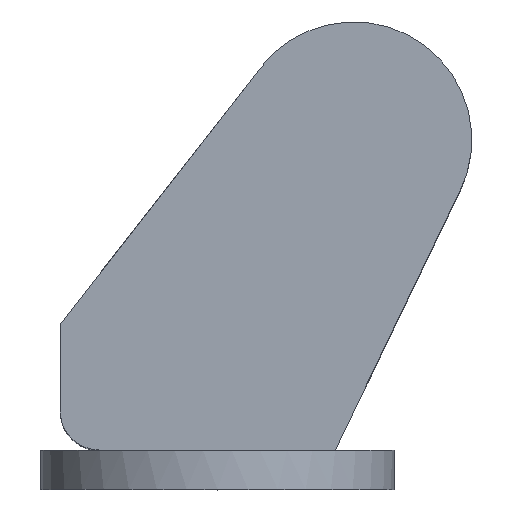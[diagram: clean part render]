
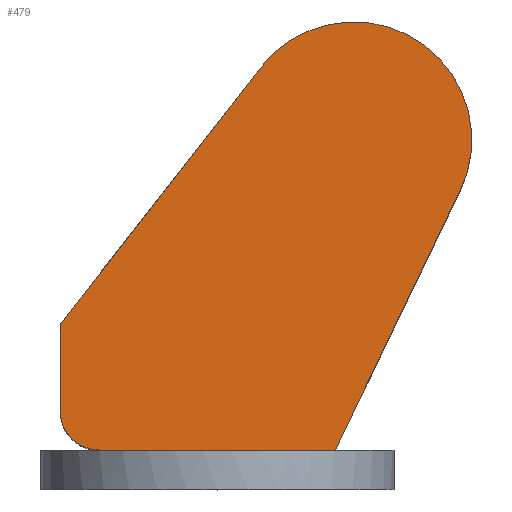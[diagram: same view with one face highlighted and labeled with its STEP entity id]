
A CAD part, top view. The second image highlights one B-rep face of the part: STEP entity #479.
In plain terms, the highlighted planar face has unit normal (0, 0, 1).
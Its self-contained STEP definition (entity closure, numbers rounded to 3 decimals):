
#2 = AXIS2_PLACEMENT_3D ( 'NONE', #347, #436, #8 ) ;
#8 = DIRECTION ( 'NONE',  ( 1., 0., 0. ) ) ;
#14 = VECTOR ( 'NONE', #115, 1000. ) ;
#17 = DIRECTION ( 'NONE',  ( 0., 0., -1. ) ) ;
#26 = LINE ( 'NONE', #484, #541 ) ;
#28 = CARTESIAN_POINT ( 'NONE',  ( -55.707, -51.109, 110.5 ) ) ;
#30 = VERTEX_POINT ( 'NONE', #28 ) ;
#36 = ORIENTED_EDGE ( 'NONE', *, *, #332, .F. ) ;
#55 = VERTEX_POINT ( 'NONE', #509 ) ;
#70 = VECTOR ( 'NONE', #430, 1000. ) ;
#80 = VERTEX_POINT ( 'NONE', #265 ) ;
#92 = CARTESIAN_POINT ( 'NONE',  ( 64.293, -51.109, 110.5 ) ) ;
#97 = DIRECTION ( 'NONE',  ( -1., 0., 0. ) ) ;
#98 = CIRCLE ( 'NONE', #260, 60. ) ;
#115 = DIRECTION ( 'NONE',  ( -0.434, -0.901, 0. ) ) ;
#177 = VERTEX_POINT ( 'NONE', #324 ) ;
#180 = CIRCLE ( 'NONE', #2, 20. ) ;
#186 = CARTESIAN_POINT ( 'NONE',  ( 64.293, -51.109, 110.5 ) ) ;
#197 = LINE ( 'NONE', #586, #14 ) ;
#200 = VERTEX_POINT ( 'NONE', #92 ) ;
#216 = VECTOR ( 'NONE', #97, 1000. ) ;
#243 = PLANE ( 'NONE',  #424 ) ;
#260 = AXIS2_PLACEMENT_3D ( 'NONE', #445, #17, #540 ) ;
#265 = CARTESIAN_POINT ( 'NONE',  ( -75.707, 12.891, 110.5 ) ) ;
#282 = EDGE_CURVE ( 'NONE', #200, #30, #349, .T. ) ;
#300 = CARTESIAN_POINT ( 'NONE',  ( 73.839, 106.851, 110.5 ) ) ;
#324 = CARTESIAN_POINT ( 'NONE',  ( -75.707, -31.109, 110.5 ) ) ;
#332 = EDGE_CURVE ( 'NONE', #80, #461, #440, .T. ) ;
#341 = ORIENTED_EDGE ( 'NONE', *, *, #382, .F. ) ;
#345 = DIRECTION ( 'NONE',  ( 0., 1., 0. ) ) ;
#347 = CARTESIAN_POINT ( 'NONE',  ( -55.707, -31.109, 110.5 ) ) ;
#349 = LINE ( 'NONE', #186, #216 ) ;
#369 = EDGE_CURVE ( 'NONE', #30, #177, #180, .T. ) ;
#382 = EDGE_CURVE ( 'NONE', #177, #80, #26, .T. ) ;
#396 = DIRECTION ( 'NONE',  ( -1., 0., 0. ) ) ;
#424 = AXIS2_PLACEMENT_3D ( 'NONE', #300, #573, #396 ) ;
#430 = DIRECTION ( 'NONE',  ( 0.616, 0.788, 0. ) ) ;
#436 = DIRECTION ( 'NONE',  ( 0., 0., -1. ) ) ;
#438 = EDGE_LOOP ( 'NONE', ( #527, #581, #36, #341, #528, #523 ) ) ;
#440 = LINE ( 'NONE', #611, #70 ) ;
#445 = CARTESIAN_POINT ( 'NONE',  ( 73.839, 106.851, 110.5 ) ) ;
#461 = VERTEX_POINT ( 'NONE', #530 ) ;
#479 = ADVANCED_FACE ( 'NONE', ( #552 ), #243, .F. ) ;
#484 = CARTESIAN_POINT ( 'NONE',  ( -75.707, -31.109, 110.5 ) ) ;
#509 = CARTESIAN_POINT ( 'NONE',  ( 127.886, 80.794, 110.5 ) ) ;
#523 = ORIENTED_EDGE ( 'NONE', *, *, #282, .F. ) ;
#527 = ORIENTED_EDGE ( 'NONE', *, *, #565, .F. ) ;
#528 = ORIENTED_EDGE ( 'NONE', *, *, #369, .F. ) ;
#530 = CARTESIAN_POINT ( 'NONE',  ( 26.558, 143.789, 110.5 ) ) ;
#540 = DIRECTION ( 'NONE',  ( -1., 0., 0. ) ) ;
#541 = VECTOR ( 'NONE', #345, 1000. ) ;
#552 = FACE_OUTER_BOUND ( 'NONE', #438, .T. ) ;
#565 = EDGE_CURVE ( 'NONE', #55, #200, #197, .T. ) ;
#573 = DIRECTION ( 'NONE',  ( 0., 0., -1. ) ) ;
#581 = ORIENTED_EDGE ( 'NONE', *, *, #607, .F. ) ;
#586 = CARTESIAN_POINT ( 'NONE',  ( 64.293, -51.109, 110.5 ) ) ;
#607 = EDGE_CURVE ( 'NONE', #461, #55, #98, .T. ) ;
#611 = CARTESIAN_POINT ( 'NONE',  ( -75.707, 12.891, 110.5 ) ) ;
